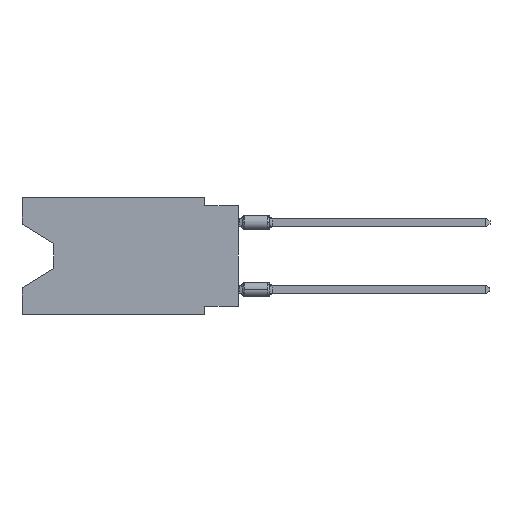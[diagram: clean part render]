
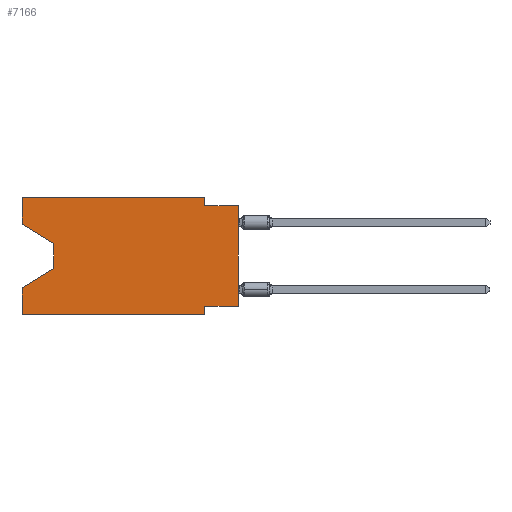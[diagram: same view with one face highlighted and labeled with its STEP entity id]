
A CAD part, left-side view. The second image highlights one B-rep face of the part: STEP entity #7166.
In plain terms, the highlighted planar face has unit normal (-1, 0, 0).
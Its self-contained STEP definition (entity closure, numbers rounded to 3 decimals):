
#141 = DIRECTION ( 'NONE',  ( 0., 0., 1. ) ) ;
#733 = ORIENTED_EDGE ( 'NONE', *, *, #20728, .T. ) ;
#970 = CARTESIAN_POINT ( 'NONE',  ( 0., 13.97, -3.505 ) ) ;
#1499 = EDGE_CURVE ( 'NONE', #17406, #4994, #16293, .T. ) ;
#1822 = CARTESIAN_POINT ( 'NONE',  ( 0., 16.383, 0. ) ) ;
#2432 = CARTESIAN_POINT ( 'NONE',  ( 0., 13.97, -3.505 ) ) ;
#2621 = CARTESIAN_POINT ( 'NONE',  ( 0., 2.54, 0. ) ) ;
#3406 = ORIENTED_EDGE ( 'NONE', *, *, #22862, .T. ) ;
#3412 = DIRECTION ( 'NONE',  ( 0., -1., 0. ) ) ;
#3560 = FACE_OUTER_BOUND ( 'NONE', #21723, .T. ) ;
#3696 = VECTOR ( 'NONE', #3412, 1000. ) ;
#3724 = VECTOR ( 'NONE', #26260, 1000. ) ;
#4085 = LINE ( 'NONE', #1822, #10490 ) ;
#4121 = VECTOR ( 'NONE', #5411, 1000. ) ;
#4191 = LINE ( 'NONE', #8177, #9573 ) ;
#4202 = VECTOR ( 'NONE', #17178, 1000. ) ;
#4709 = DIRECTION ( 'NONE',  ( 0., -0.855, -0.519 ) ) ;
#4994 = VERTEX_POINT ( 'NONE', #24201 ) ;
#5351 = CARTESIAN_POINT ( 'NONE',  ( 0., 13.97, -5.385 ) ) ;
#5411 = DIRECTION ( 'NONE',  ( 0., -1., 0. ) ) ;
#5815 = DIRECTION ( 'NONE',  ( 0., 0., -1. ) ) ;
#5838 = CARTESIAN_POINT ( 'NONE',  ( 0., 0., -0.635 ) ) ;
#6041 = VECTOR ( 'NONE', #18840, 1000. ) ;
#6242 = CARTESIAN_POINT ( 'NONE',  ( 0., 0., 0. ) ) ;
#6642 = CARTESIAN_POINT ( 'NONE',  ( 0., 16.383, -6.852 ) ) ;
#6783 = ORIENTED_EDGE ( 'NONE', *, *, #20904, .F. ) ;
#6843 = EDGE_CURVE ( 'NONE', #23024, #24665, #20816, .T. ) ;
#7001 = EDGE_CURVE ( 'NONE', #4994, #19225, #13621, .T. ) ;
#7064 = VERTEX_POINT ( 'NONE', #12152 ) ;
#7142 = LINE ( 'NONE', #7277, #3696 ) ;
#7166 = ADVANCED_FACE ( 'NONE', ( #3560 ), #23887, .F. ) ;
#7277 = CARTESIAN_POINT ( 'NONE',  ( 0., 16.383, -8.89 ) ) ;
#7405 = LINE ( 'NONE', #15235, #4121 ) ;
#8046 = DIRECTION ( 'NONE',  ( 0., 0., -1. ) ) ;
#8177 = CARTESIAN_POINT ( 'NONE',  ( 0., 16.383, 0. ) ) ;
#8694 = LINE ( 'NONE', #16794, #13067 ) ;
#9154 = ORIENTED_EDGE ( 'NONE', *, *, #20765, .F. ) ;
#9484 = LINE ( 'NONE', #19983, #11417 ) ;
#9573 = VECTOR ( 'NONE', #22121, 1000. ) ;
#9917 = DIRECTION ( 'NONE',  ( 0., 0., 1. ) ) ;
#10490 = VECTOR ( 'NONE', #9917, 1000. ) ;
#10596 = VERTEX_POINT ( 'NONE', #22626 ) ;
#10731 = CARTESIAN_POINT ( 'NONE',  ( 0., 0., -8.255 ) ) ;
#11417 = VECTOR ( 'NONE', #17469, 1000. ) ;
#11671 = CARTESIAN_POINT ( 'NONE',  ( 0., 0., -8.255 ) ) ;
#12152 = CARTESIAN_POINT ( 'NONE',  ( 0., 16.383, -2.038 ) ) ;
#12157 = CARTESIAN_POINT ( 'NONE',  ( 0., 2.54, 0. ) ) ;
#12630 = ORIENTED_EDGE ( 'NONE', *, *, #6843, .F. ) ;
#13067 = VECTOR ( 'NONE', #4709, 1000. ) ;
#13621 = LINE ( 'NONE', #21730, #24702 ) ;
#13882 = LINE ( 'NONE', #23873, #3724 ) ;
#13944 = ORIENTED_EDGE ( 'NONE', *, *, #7001, .F. ) ;
#14357 = VERTEX_POINT ( 'NONE', #21646 ) ;
#14523 = AXIS2_PLACEMENT_3D ( 'NONE', #24146, #26153, #5815 ) ;
#15235 = CARTESIAN_POINT ( 'NONE',  ( 0., 16.383, 0. ) ) ;
#15257 = VECTOR ( 'NONE', #8046, 1000. ) ;
#15314 = CARTESIAN_POINT ( 'NONE',  ( 0., 2.54, -8.89 ) ) ;
#15727 = VERTEX_POINT ( 'NONE', #6642 ) ;
#16032 = EDGE_CURVE ( 'NONE', #10596, #15727, #4191, .T. ) ;
#16154 = ORIENTED_EDGE ( 'NONE', *, *, #26004, .T. ) ;
#16293 = LINE ( 'NONE', #12157, #15257 ) ;
#16413 = VERTEX_POINT ( 'NONE', #15314 ) ;
#16794 = CARTESIAN_POINT ( 'NONE',  ( 0., 16.383, -2.038 ) ) ;
#17178 = DIRECTION ( 'NONE',  ( 0., 0., -1. ) ) ;
#17330 = ORIENTED_EDGE ( 'NONE', *, *, #25310, .T. ) ;
#17406 = VERTEX_POINT ( 'NONE', #2621 ) ;
#17469 = DIRECTION ( 'NONE',  ( 0., 0., -1. ) ) ;
#17671 = EDGE_CURVE ( 'NONE', #24139, #15727, #13882, .T. ) ;
#18018 = DIRECTION ( 'NONE',  ( 0., -1., 0. ) ) ;
#18840 = DIRECTION ( 'NONE',  ( 0., 1., 0. ) ) ;
#19225 = VERTEX_POINT ( 'NONE', #5838 ) ;
#19983 = CARTESIAN_POINT ( 'NONE',  ( 0., 2.54, -8.89 ) ) ;
#20728 = EDGE_CURVE ( 'NONE', #10596, #16413, #7142, .T. ) ;
#20765 = EDGE_CURVE ( 'NONE', #14357, #17406, #7405, .T. ) ;
#20816 = LINE ( 'NONE', #10731, #6041 ) ;
#20904 = EDGE_CURVE ( 'NONE', #7064, #14357, #4085, .T. ) ;
#21365 = ORIENTED_EDGE ( 'NONE', *, *, #16032, .F. ) ;
#21634 = CARTESIAN_POINT ( 'NONE',  ( 0., 2.54, -8.255 ) ) ;
#21646 = CARTESIAN_POINT ( 'NONE',  ( 0., 16.383, 0. ) ) ;
#21723 = EDGE_LOOP ( 'NONE', ( #17330, #3406, #23359, #21365, #733, #22070, #12630, #16154, #13944, #22474, #9154, #6783 ) ) ;
#21730 = CARTESIAN_POINT ( 'NONE',  ( 0., 0., -0.635 ) ) ;
#21989 = VECTOR ( 'NONE', #141, 1000. ) ;
#22070 = ORIENTED_EDGE ( 'NONE', *, *, #23734, .F. ) ;
#22121 = DIRECTION ( 'NONE',  ( 0., 0., 1. ) ) ;
#22474 = ORIENTED_EDGE ( 'NONE', *, *, #1499, .F. ) ;
#22626 = CARTESIAN_POINT ( 'NONE',  ( 0., 16.383, -8.89 ) ) ;
#22837 = VERTEX_POINT ( 'NONE', #970 ) ;
#22862 = EDGE_CURVE ( 'NONE', #22837, #24139, #24892, .T. ) ;
#23024 = VERTEX_POINT ( 'NONE', #11671 ) ;
#23359 = ORIENTED_EDGE ( 'NONE', *, *, #17671, .T. ) ;
#23734 = EDGE_CURVE ( 'NONE', #24665, #16413, #9484, .T. ) ;
#23873 = CARTESIAN_POINT ( 'NONE',  ( 0., 13.97, -5.385 ) ) ;
#23887 = PLANE ( 'NONE',  #14523 ) ;
#24139 = VERTEX_POINT ( 'NONE', #5351 ) ;
#24146 = CARTESIAN_POINT ( 'NONE',  ( 0., 16.383, 0. ) ) ;
#24201 = CARTESIAN_POINT ( 'NONE',  ( 0., 2.54, -0.635 ) ) ;
#24577 = LINE ( 'NONE', #6242, #21989 ) ;
#24665 = VERTEX_POINT ( 'NONE', #21634 ) ;
#24702 = VECTOR ( 'NONE', #18018, 1000. ) ;
#24892 = LINE ( 'NONE', #2432, #4202 ) ;
#25310 = EDGE_CURVE ( 'NONE', #7064, #22837, #8694, .T. ) ;
#26004 = EDGE_CURVE ( 'NONE', #23024, #19225, #24577, .T. ) ;
#26153 = DIRECTION ( 'NONE',  ( 1., 0., 0. ) ) ;
#26260 = DIRECTION ( 'NONE',  ( 0., 0.855, -0.519 ) ) ;
